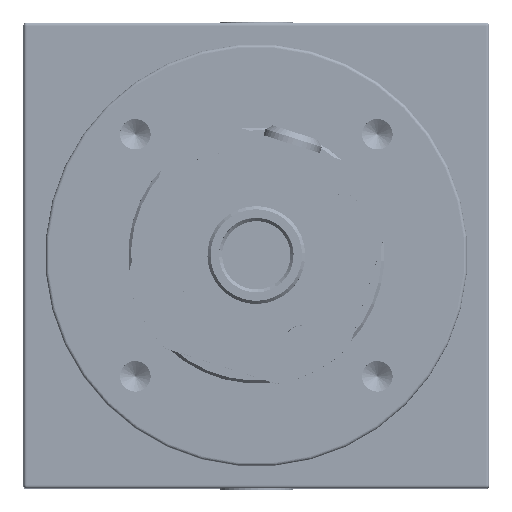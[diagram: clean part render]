
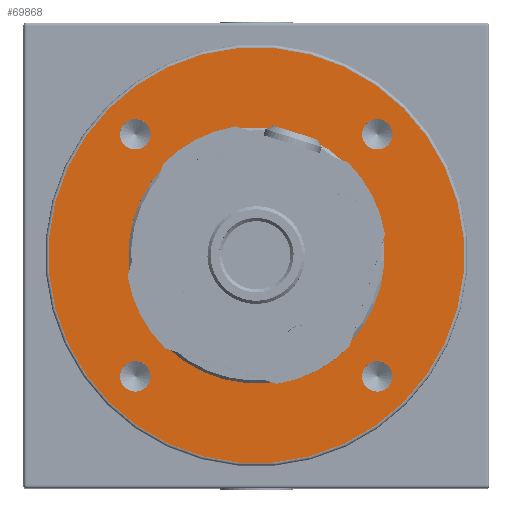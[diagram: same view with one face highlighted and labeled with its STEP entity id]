
A CAD part, top view. The second image highlights one B-rep face of the part: STEP entity #69868.
In plain terms, the highlighted face is planar.
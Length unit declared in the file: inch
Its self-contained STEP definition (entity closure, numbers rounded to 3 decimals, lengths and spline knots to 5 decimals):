
#147 = AXIS2_PLACEMENT_3D ( 'NONE', #66865, #25096, #73865 ) ;
#943 = PLANE ( 'NONE',  #23568 ) ;
#958 = ORIENTED_EDGE ( 'NONE', *, *, #48937, .T. ) ;
#1111 = DIRECTION ( 'NONE',  ( 0., 0., -1. ) ) ;
#1374 = DIRECTION ( 'NONE',  ( -1., 0., 0. ) ) ;
#1478 = ORIENTED_EDGE ( 'NONE', *, *, #14038, .F. ) ;
#1992 = EDGE_CURVE ( 'NONE', #51873, #53319, #60005, .T. ) ;
#2814 = DIRECTION ( 'NONE',  ( 0., 0., -1. ) ) ;
#3164 = CARTESIAN_POINT ( 'NONE',  ( 0., 0.55118, -0.355 ) ) ;
#3697 = AXIS2_PLACEMENT_3D ( 'NONE', #13531, #62396, #20564 ) ;
#4259 = DIRECTION ( 'NONE',  ( 1., 0., 0. ) ) ;
#5250 = CARTESIAN_POINT ( 'NONE',  ( -0.41289, 0., -0.355 ) ) ;
#5287 = AXIS2_PLACEMENT_3D ( 'NONE', #68103, #26309, #75109 ) ;
#5999 = AXIS2_PLACEMENT_3D ( 'NONE', #42983, #1111, #49955 ) ;
#6243 = ORIENTED_EDGE ( 'NONE', *, *, #48169, .F. ) ;
#7291 = CARTESIAN_POINT ( 'NONE',  ( -0.04921, -0.55118, -0.355 ) ) ;
#7903 = EDGE_LOOP ( 'NONE', ( #36957, #53453 ) ) ;
#7925 = DIRECTION ( 'NONE',  ( -1., 0., 0. ) ) ;
#9092 = CIRCLE ( 'NONE', #5999, 0.04921 ) ;
#10160 = DIRECTION ( 'NONE',  ( -1., 0., 0. ) ) ;
#10334 = CARTESIAN_POINT ( 'NONE',  ( -0.55118, 0., -0.355 ) ) ;
#10725 = VERTEX_POINT ( 'NONE', #21742 ) ;
#11925 = CARTESIAN_POINT ( 'NONE',  ( 0.04921, 0.55118, -0.355 ) ) ;
#12371 = AXIS2_PLACEMENT_3D ( 'NONE', #87805, #46084, #4259 ) ;
#13499 = ORIENTED_EDGE ( 'NONE', *, *, #63725, .F. ) ;
#13531 = CARTESIAN_POINT ( 'NONE',  ( 0., 0., -0.355 ) ) ;
#14038 = EDGE_CURVE ( 'NONE', #51743, #32608, #9092, .T. ) ;
#15534 = EDGE_LOOP ( 'NONE', ( #64854, #23312 ) ) ;
#17400 = DIRECTION ( 'NONE',  ( -1., 0., 0. ) ) ;
#20564 = DIRECTION ( 'NONE',  ( 1., 0., 0. ) ) ;
#21686 = DIRECTION ( 'NONE',  ( 0., 0., -1. ) ) ;
#21742 = CARTESIAN_POINT ( 'NONE',  ( 0.50197, 0., -0.355 ) ) ;
#22276 = VERTEX_POINT ( 'NONE', #77957 ) ;
#22646 = CIRCLE ( 'NONE', #26794, 0.67 ) ;
#22822 = EDGE_CURVE ( 'NONE', #32608, #51743, #61788, .T. ) ;
#23006 = FACE_BOUND ( 'NONE', #39097, .T. ) ;
#23071 = EDGE_CURVE ( 'NONE', #90195, #61570, #58429, .T. ) ;
#23312 = ORIENTED_EDGE ( 'NONE', *, *, #23071, .T. ) ;
#23568 = AXIS2_PLACEMENT_3D ( 'NONE', #35757, #21686, #7925 ) ;
#25096 = DIRECTION ( 'NONE',  ( 0., 0., -1. ) ) ;
#26309 = DIRECTION ( 'NONE',  ( 0., 0., -1. ) ) ;
#26794 = AXIS2_PLACEMENT_3D ( 'NONE', #44685, #2814, #51645 ) ;
#29524 = AXIS2_PLACEMENT_3D ( 'NONE', #10334, #59224, #17400 ) ;
#29549 = DIRECTION ( 'NONE',  ( 0., 0., -1. ) ) ;
#31930 = AXIS2_PLACEMENT_3D ( 'NONE', #3164, #52003, #10160 ) ;
#31998 = CIRCLE ( 'NONE', #63614, 0.04921 ) ;
#32544 = CARTESIAN_POINT ( 'NONE',  ( 0.67, 0., -0.355 ) ) ;
#32608 = VERTEX_POINT ( 'NONE', #7291 ) ;
#33597 = DIRECTION ( 'NONE',  ( 0., 0., -1. ) ) ;
#33960 = CARTESIAN_POINT ( 'NONE',  ( 0., 0., -0.355 ) ) ;
#35757 = CARTESIAN_POINT ( 'NONE',  ( 0., 0., -0.355 ) ) ;
#36771 = EDGE_CURVE ( 'NONE', #22276, #56332, #43499, .T. ) ;
#36957 = ORIENTED_EDGE ( 'NONE', *, *, #84678, .F. ) ;
#38155 = CIRCLE ( 'NONE', #3697, 0.41289 ) ;
#39097 = EDGE_LOOP ( 'NONE', ( #43700, #1478 ) ) ;
#39867 = ORIENTED_EDGE ( 'NONE', *, *, #70788, .F. ) ;
#40981 = DIRECTION ( 'NONE',  ( -1., 0., 0. ) ) ;
#42983 = CARTESIAN_POINT ( 'NONE',  ( 0., -0.55118, -0.355 ) ) ;
#43240 = DIRECTION ( 'NONE',  ( 0., 0., -1. ) ) ;
#43499 = CIRCLE ( 'NONE', #29524, 0.04921 ) ;
#43700 = ORIENTED_EDGE ( 'NONE', *, *, #22822, .F. ) ;
#43829 = FACE_BOUND ( 'NONE', #74536, .T. ) ;
#44685 = CARTESIAN_POINT ( 'NONE',  ( 0., 0., -0.355 ) ) ;
#44804 = CARTESIAN_POINT ( 'NONE',  ( 0.60039, 0., -0.355 ) ) ;
#46084 = DIRECTION ( 'NONE',  ( 0., 0., 1. ) ) ;
#48169 = EDGE_CURVE ( 'NONE', #74782, #10725, #59073, .T. ) ;
#48645 = CARTESIAN_POINT ( 'NONE',  ( -0.67, 0., -0.355 ) ) ;
#48937 = EDGE_CURVE ( 'NONE', #81912, #50100, #38155, .T. ) ;
#49955 = DIRECTION ( 'NONE',  ( -1., 0., 0. ) ) ;
#50033 = CARTESIAN_POINT ( 'NONE',  ( -0.60039, 0., -0.355 ) ) ;
#50100 = VERTEX_POINT ( 'NONE', #5250 ) ;
#51645 = DIRECTION ( 'NONE',  ( -1., 0., 0. ) ) ;
#51743 = VERTEX_POINT ( 'NONE', #61152 ) ;
#51873 = VERTEX_POINT ( 'NONE', #11925 ) ;
#52003 = DIRECTION ( 'NONE',  ( 0., 0., -1. ) ) ;
#52370 = DIRECTION ( 'NONE',  ( -1., 0., 0. ) ) ;
#52580 = ORIENTED_EDGE ( 'NONE', *, *, #72099, .T. ) ;
#53319 = VERTEX_POINT ( 'NONE', #83498 ) ;
#53453 = ORIENTED_EDGE ( 'NONE', *, *, #1992, .F. ) ;
#56298 = AXIS2_PLACEMENT_3D ( 'NONE', #33960, #82713, #40981 ) ;
#56332 = VERTEX_POINT ( 'NONE', #50033 ) ;
#57085 = EDGE_LOOP ( 'NONE', ( #958, #52580 ) ) ;
#57860 = ORIENTED_EDGE ( 'NONE', *, *, #36771, .F. ) ;
#57994 = FACE_BOUND ( 'NONE', #57085, .T. ) ;
#58429 = CIRCLE ( 'NONE', #56298, 0.67 ) ;
#59073 = CIRCLE ( 'NONE', #66800, 0.04921 ) ;
#59224 = DIRECTION ( 'NONE',  ( 0., 0., -1. ) ) ;
#60005 = CIRCLE ( 'NONE', #81998, 0.04921 ) ;
#60188 = FACE_BOUND ( 'NONE', #7903, .T. ) ;
#61098 = CIRCLE ( 'NONE', #12371, 0.41289 ) ;
#61152 = CARTESIAN_POINT ( 'NONE',  ( 0.04921, -0.55118, -0.355 ) ) ;
#61570 = VERTEX_POINT ( 'NONE', #48645 ) ;
#61788 = CIRCLE ( 'NONE', #147, 0.04921 ) ;
#62396 = DIRECTION ( 'NONE',  ( 0., 0., 1. ) ) ;
#62657 = CARTESIAN_POINT ( 'NONE',  ( 0., 0.55118, -0.355 ) ) ;
#63614 = AXIS2_PLACEMENT_3D ( 'NONE', #84968, #43240, #1374 ) ;
#63725 = EDGE_CURVE ( 'NONE', #56332, #22276, #31998, .T. ) ;
#64854 = ORIENTED_EDGE ( 'NONE', *, *, #88570, .T. ) ;
#65846 = CARTESIAN_POINT ( 'NONE',  ( 0.41289, 0., -0.355 ) ) ;
#66550 = CIRCLE ( 'NONE', #5287, 0.04921 ) ;
#66800 = AXIS2_PLACEMENT_3D ( 'NONE', #75352, #33597, #82347 ) ;
#66865 = CARTESIAN_POINT ( 'NONE',  ( 0., -0.55118, -0.355 ) ) ;
#68103 = CARTESIAN_POINT ( 'NONE',  ( 0.55118, 0., -0.355 ) ) ;
#69868 = ADVANCED_FACE ( 'NONE', ( #78700, #60188, #43829, #23006, #76547, #57994 ), #943, .T. ) ;
#70788 = EDGE_CURVE ( 'NONE', #10725, #74782, #66550, .T. ) ;
#72099 = EDGE_CURVE ( 'NONE', #50100, #81912, #61098, .T. ) ;
#73865 = DIRECTION ( 'NONE',  ( -1., 0., 0. ) ) ;
#74443 = EDGE_LOOP ( 'NONE', ( #13499, #57860 ) ) ;
#74536 = EDGE_LOOP ( 'NONE', ( #39867, #6243 ) ) ;
#74782 = VERTEX_POINT ( 'NONE', #44804 ) ;
#75109 = DIRECTION ( 'NONE',  ( -1., 0., 0. ) ) ;
#75352 = CARTESIAN_POINT ( 'NONE',  ( 0.55118, 0., -0.355 ) ) ;
#76547 = FACE_BOUND ( 'NONE', #74443, .T. ) ;
#77957 = CARTESIAN_POINT ( 'NONE',  ( -0.50197, 0., -0.355 ) ) ;
#78700 = FACE_OUTER_BOUND ( 'NONE', #15534, .T. ) ;
#81912 = VERTEX_POINT ( 'NONE', #65846 ) ;
#81998 = AXIS2_PLACEMENT_3D ( 'NONE', #62657, #29549, #52370 ) ;
#82240 = CIRCLE ( 'NONE', #31930, 0.04921 ) ;
#82347 = DIRECTION ( 'NONE',  ( -1., 0., 0. ) ) ;
#82713 = DIRECTION ( 'NONE',  ( 0., 0., -1. ) ) ;
#83498 = CARTESIAN_POINT ( 'NONE',  ( -0.04921, 0.55118, -0.355 ) ) ;
#84678 = EDGE_CURVE ( 'NONE', #53319, #51873, #82240, .T. ) ;
#84968 = CARTESIAN_POINT ( 'NONE',  ( -0.55118, 0., -0.355 ) ) ;
#87805 = CARTESIAN_POINT ( 'NONE',  ( 0., 0., -0.355 ) ) ;
#88570 = EDGE_CURVE ( 'NONE', #61570, #90195, #22646, .T. ) ;
#90195 = VERTEX_POINT ( 'NONE', #32544 ) ;
